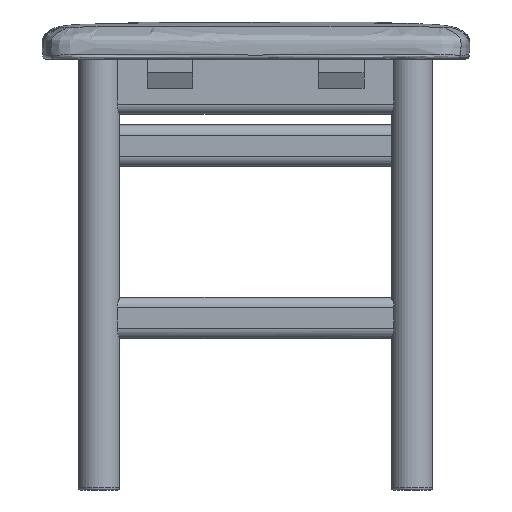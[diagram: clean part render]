
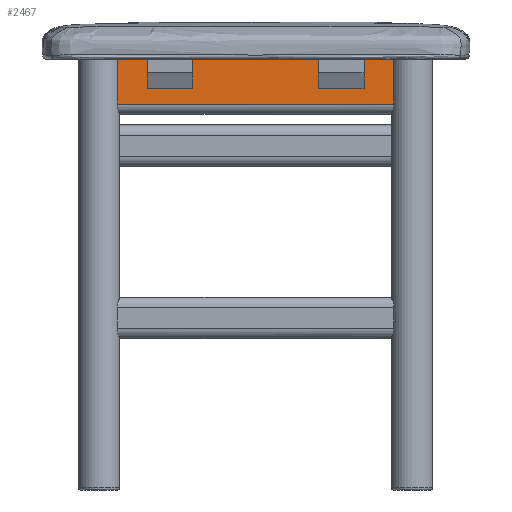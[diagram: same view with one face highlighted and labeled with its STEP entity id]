
A CAD part, left-side view. The second image highlights one B-rep face of the part: STEP entity #2467.
In plain terms, the highlighted planar face has unit normal (-1, 0, 0).
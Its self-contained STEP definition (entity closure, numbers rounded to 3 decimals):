
#171=PLANE('',#2718);
#304=FACE_OUTER_BOUND('',#472,.T.);
#472=EDGE_LOOP('',(#2023,#2024,#2025,#2026,#2027,#2028,#2029,#2030,#2031,
#2032,#2033,#2034));
#636=LINE('',#4761,#826);
#640=LINE('',#4770,#830);
#644=LINE('',#4777,#834);
#646=LINE('',#4782,#836);
#650=LINE('',#4791,#840);
#654=LINE('',#4798,#844);
#656=LINE('',#4802,#846);
#658=LINE('',#4807,#848);
#661=LINE('',#4814,#851);
#665=LINE('',#4844,#855);
#666=LINE('',#4868,#856);
#667=LINE('',#4870,#857);
#826=VECTOR('',#3084,10.);
#830=VECTOR('',#3090,10.);
#834=VECTOR('',#3096,10.);
#836=VECTOR('',#3100,10.);
#840=VECTOR('',#3106,10.);
#844=VECTOR('',#3112,10.);
#846=VECTOR('',#3116,10.);
#848=VECTOR('',#3122,10.);
#851=VECTOR('',#3129,10.);
#855=VECTOR('',#3137,10.);
#856=VECTOR('',#3140,10.);
#857=VECTOR('',#3143,10.);
#1168=VERTEX_POINT('',#4759);
#1169=VERTEX_POINT('',#4760);
#1172=VERTEX_POINT('',#4768);
#1173=VERTEX_POINT('',#4769);
#1176=VERTEX_POINT('',#4780);
#1177=VERTEX_POINT('',#4781);
#1180=VERTEX_POINT('',#4789);
#1181=VERTEX_POINT('',#4790);
#1184=VERTEX_POINT('',#4801);
#1187=VERTEX_POINT('',#4812);
#1191=VERTEX_POINT('',#4833);
#1193=VERTEX_POINT('',#4857);
#1456=EDGE_CURVE('',#1168,#1169,#636,.T.);
#1460=EDGE_CURVE('',#1172,#1173,#640,.T.);
#1464=EDGE_CURVE('',#1173,#1168,#644,.T.);
#1466=EDGE_CURVE('',#1176,#1177,#646,.T.);
#1470=EDGE_CURVE('',#1180,#1181,#650,.T.);
#1474=EDGE_CURVE('',#1181,#1176,#654,.T.);
#1476=EDGE_CURVE('',#1180,#1184,#656,.T.);
#1479=EDGE_CURVE('',#1172,#1177,#658,.T.);
#1483=EDGE_CURVE('',#1187,#1169,#661,.T.);
#1489=EDGE_CURVE('',#1191,#1187,#665,.T.);
#1492=EDGE_CURVE('',#1193,#1191,#666,.T.);
#1493=EDGE_CURVE('',#1184,#1193,#667,.T.);
#2023=ORIENTED_EDGE('',*,*,#1456,.T.);
#2024=ORIENTED_EDGE('',*,*,#1483,.F.);
#2025=ORIENTED_EDGE('',*,*,#1489,.F.);
#2026=ORIENTED_EDGE('',*,*,#1492,.F.);
#2027=ORIENTED_EDGE('',*,*,#1493,.F.);
#2028=ORIENTED_EDGE('',*,*,#1476,.F.);
#2029=ORIENTED_EDGE('',*,*,#1470,.T.);
#2030=ORIENTED_EDGE('',*,*,#1474,.T.);
#2031=ORIENTED_EDGE('',*,*,#1466,.T.);
#2032=ORIENTED_EDGE('',*,*,#1479,.F.);
#2033=ORIENTED_EDGE('',*,*,#1460,.T.);
#2034=ORIENTED_EDGE('',*,*,#1464,.T.);
#2467=ADVANCED_FACE('',(#304),#171,.T.);
#2718=AXIS2_PLACEMENT_3D('',#4869,#3141,#3142);
#3084=DIRECTION('',(0.,0.,1.));
#3090=DIRECTION('',(0.,0.,-1.));
#3096=DIRECTION('',(0.,1.,0.));
#3100=DIRECTION('',(0.,0.,1.));
#3106=DIRECTION('',(0.,0.,-1.));
#3112=DIRECTION('',(0.,1.,0.));
#3116=DIRECTION('',(0.,-1.,0.));
#3122=DIRECTION('',(0.,-1.,0.));
#3129=DIRECTION('',(0.,-1.,0.));
#3137=DIRECTION('',(0.,0.,1.));
#3140=DIRECTION('',(0.,1.,0.));
#3141=DIRECTION('center_axis',(-1.,0.,0.));
#3142=DIRECTION('ref_axis',(0.,0.,-1.));
#3143=DIRECTION('',(0.,0.,-1.));
#4759=CARTESIAN_POINT('',(-685.,254.,395.));
#4760=CARTESIAN_POINT('',(-685.,254.,415.));
#4761=CARTESIAN_POINT('',(-685.,254.,415.));
#4768=CARTESIAN_POINT('',(-685.,210.,415.));
#4769=CARTESIAN_POINT('',(-685.,210.,395.));
#4770=CARTESIAN_POINT('',(-685.,210.,400.));
#4777=CARTESIAN_POINT('',(-685.,202.,395.));
#4780=CARTESIAN_POINT('',(-685.,90.,395.));
#4781=CARTESIAN_POINT('',(-685.,90.,415.));
#4782=CARTESIAN_POINT('',(-685.,90.,415.));
#4789=CARTESIAN_POINT('',(-685.,46.,415.));
#4790=CARTESIAN_POINT('',(-685.,46.,395.));
#4791=CARTESIAN_POINT('',(-685.,46.,400.));
#4798=CARTESIAN_POINT('',(-685.,120.,395.));
#4801=CARTESIAN_POINT('',(-685.,17.321,415.));
#4802=CARTESIAN_POINT('',(-685.,150.,415.));
#4807=CARTESIAN_POINT('',(-685.,150.,415.));
#4812=CARTESIAN_POINT('',(-685.,282.679,415.));
#4814=CARTESIAN_POINT('',(-685.,150.,415.));
#4833=CARTESIAN_POINT('',(-685.,282.679,370.));
#4844=CARTESIAN_POINT('',(-685.,282.679,-394.086));
#4857=CARTESIAN_POINT('',(-685.,17.321,370.));
#4868=CARTESIAN_POINT('',(-685.,150.,370.));
#4869=CARTESIAN_POINT('Origin',(-685.,150.,415.));
#4870=CARTESIAN_POINT('',(-685.,17.321,-394.086));
